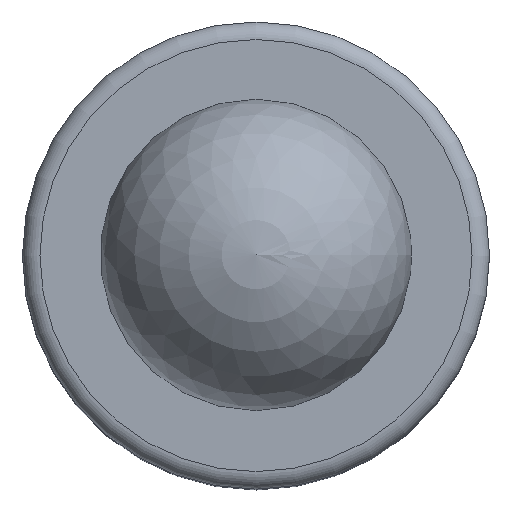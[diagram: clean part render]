
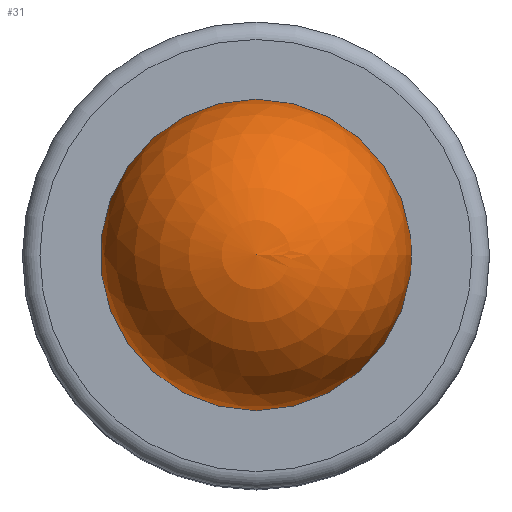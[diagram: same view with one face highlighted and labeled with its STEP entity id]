
A CAD part, top view. The second image highlights one B-rep face of the part: STEP entity #31.
In plain terms, the highlighted spherical face has radius 4 mm.
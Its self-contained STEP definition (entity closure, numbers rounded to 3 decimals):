
#31 = ADVANCED_FACE( '', ( #62, #63 ), #64, .T. );
#62 = FACE_BOUND( '', #96, .T. );
#63 = FACE_OUTER_BOUND( '', #97, .T. );
#64 = SPHERICAL_SURFACE( '', #98, 4. );
#96 = VERTEX_LOOP( '', #124 );
#97 = EDGE_LOOP( '', ( #125 ) );
#98 = AXIS2_PLACEMENT_3D( '', #126, #127, #128 );
#124 = VERTEX_POINT( '', #165 );
#125 = ORIENTED_EDGE( '', *, *, #166, .T. );
#126 = CARTESIAN_POINT( '', ( 0., 0., 13.5 ) );
#127 = DIRECTION( '', ( 0., 0., 1. ) );
#128 = DIRECTION( '', ( 1., 0., 0. ) );
#165 = CARTESIAN_POINT( '', ( 0., 0., 17.5 ) );
#166 = EDGE_CURVE( '', #179, #179, #180, .T. );
#179 = VERTEX_POINT( '', #198 );
#180 = CIRCLE( '', #199, 3.902 );
#198 = CARTESIAN_POINT( '', ( 3.902, 0., 12.619 ) );
#199 = AXIS2_PLACEMENT_3D( '', #216, #217, #218 );
#216 = CARTESIAN_POINT( '', ( 0., 0., 12.619 ) );
#217 = DIRECTION( '', ( 0., 0., 1. ) );
#218 = DIRECTION( '', ( 1., 0., 0. ) );
